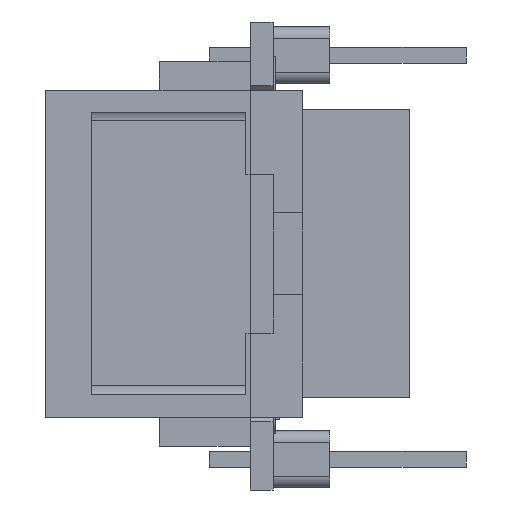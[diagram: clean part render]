
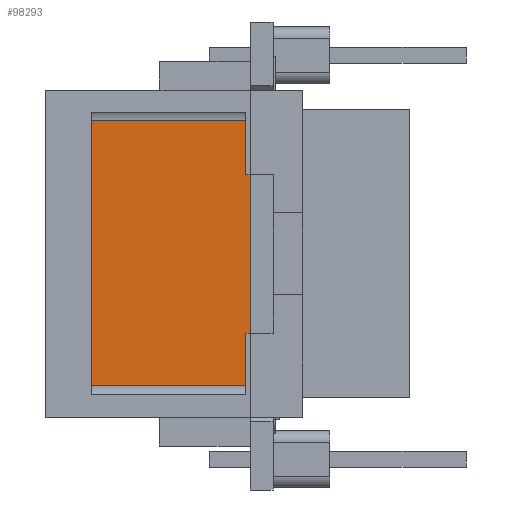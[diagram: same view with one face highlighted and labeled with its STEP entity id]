
A CAD part, left-side view. The second image highlights one B-rep face of the part: STEP entity #98293.
In plain terms, the highlighted planar face has unit normal (-1, 0, 0).
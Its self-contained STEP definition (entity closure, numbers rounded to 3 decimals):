
#5870 = DIRECTION ( 'NONE',  ( 0., 1., 0. ) ) ;
#7355 = ORIENTED_EDGE ( 'NONE', *, *, #197912, .T. ) ;
#9248 = CARTESIAN_POINT ( 'NONE',  ( -63.071, -4.179, 6.241 ) ) ;
#12457 = VERTEX_POINT ( 'NONE', #154368 ) ;
#12714 = DIRECTION ( 'NONE',  ( 0., -1., 0. ) ) ;
#14256 = DIRECTION ( 'NONE',  ( 0., 0., -1. ) ) ;
#17721 = AXIS2_PLACEMENT_3D ( 'NONE', #202264, #186942, #27432 ) ;
#20532 = CARTESIAN_POINT ( 'NONE',  ( -63.071, -1.829, -2.561 ) ) ;
#27432 = DIRECTION ( 'NONE',  ( 0., -1., 0. ) ) ;
#27952 = CARTESIAN_POINT ( 'NONE',  ( -63.071, 0., -2.561 ) ) ;
#34952 = LINE ( 'NONE', #130347, #121918 ) ;
#36326 = CARTESIAN_POINT ( 'NONE',  ( -63.071, 0., -2.561 ) ) ;
#36998 = VERTEX_POINT ( 'NONE', #215497 ) ;
#37810 = CARTESIAN_POINT ( 'NONE',  ( -63.071, 5.171, -2.758 ) ) ;
#41699 = VECTOR ( 'NONE', #12714, 1000. ) ;
#46364 = VECTOR ( 'NONE', #149026, 1000. ) ;
#48822 = ORIENTED_EDGE ( 'NONE', *, *, #145280, .F. ) ;
#49673 = VERTEX_POINT ( 'NONE', #119836 ) ;
#51197 = EDGE_CURVE ( 'NONE', #121840, #54553, #122836, .T. ) ;
#54553 = VERTEX_POINT ( 'NONE', #76090 ) ;
#58110 = CARTESIAN_POINT ( 'NONE',  ( -63.071, 7.471, 4.239 ) ) ;
#58204 = ORIENTED_EDGE ( 'NONE', *, *, #138987, .F. ) ;
#60670 = VECTOR ( 'NONE', #88232, 1000. ) ;
#60768 = LINE ( 'NONE', #20532, #87847 ) ;
#69443 = ORIENTED_EDGE ( 'NONE', *, *, #216817, .T. ) ;
#69908 = VERTEX_POINT ( 'NONE', #175046 ) ;
#75617 = ORIENTED_EDGE ( 'NONE', *, *, #79828, .T. ) ;
#76090 = CARTESIAN_POINT ( 'NONE',  ( -63.071, 7.471, -2.561 ) ) ;
#77557 = VERTEX_POINT ( 'NONE', #142478 ) ;
#78105 = VECTOR ( 'NONE', #82575, 1000. ) ;
#79828 = EDGE_CURVE ( 'NONE', #77557, #121840, #34952, .T. ) ;
#80316 = LINE ( 'NONE', #132308, #150865 ) ;
#82575 = DIRECTION ( 'NONE',  ( 0., 0., -1. ) ) ;
#82791 = EDGE_CURVE ( 'NONE', #77557, #69908, #171511, .T. ) ;
#86363 = CARTESIAN_POINT ( 'NONE',  ( -63.071, 5.171, -3.761 ) ) ;
#87847 = VECTOR ( 'NONE', #158880, 1000. ) ;
#88232 = DIRECTION ( 'NONE',  ( 0., 1., 0. ) ) ;
#98293 = ADVANCED_FACE ( 'NONE', ( #133348 ), #134520, .T. ) ;
#101169 = VECTOR ( 'NONE', #14256, 1000. ) ;
#105164 = VECTOR ( 'NONE', #157912, 1000. ) ;
#107018 = LINE ( 'NONE', #27952, #41699 ) ;
#114652 = EDGE_LOOP ( 'NONE', ( #154023, #69443, #206314, #58204, #48822, #7355, #161446, #75617, #212469, #152098 ) ) ;
#115398 = LINE ( 'NONE', #86363, #207939 ) ;
#119836 = CARTESIAN_POINT ( 'NONE',  ( -63.071, -1.829, -2.761 ) ) ;
#121840 = VERTEX_POINT ( 'NONE', #58110 ) ;
#121918 = VECTOR ( 'NONE', #5870, 1000. ) ;
#122836 = LINE ( 'NONE', #171591, #101169 ) ;
#126185 = CARTESIAN_POINT ( 'NONE',  ( -63.071, -1.829, -2.561 ) ) ;
#130347 = CARTESIAN_POINT ( 'NONE',  ( -63.071, 0., 4.239 ) ) ;
#132308 = CARTESIAN_POINT ( 'NONE',  ( -63.071, 5.171, -5.061 ) ) ;
#133348 = FACE_OUTER_BOUND ( 'NONE', #114652, .T. ) ;
#134520 = PLANE ( 'NONE',  #17721 ) ;
#134838 = DIRECTION ( 'NONE',  ( 0., 0., 1. ) ) ;
#138987 = EDGE_CURVE ( 'NONE', #151937, #49673, #214299, .T. ) ;
#141584 = EDGE_CURVE ( 'NONE', #225073, #12457, #115398, .T. ) ;
#142478 = CARTESIAN_POINT ( 'NONE',  ( -63.071, -4.179, 4.239 ) ) ;
#145280 = EDGE_CURVE ( 'NONE', #206024, #151937, #60768, .T. ) ;
#149026 = DIRECTION ( 'NONE',  ( 0., 0., -1. ) ) ;
#150865 = VECTOR ( 'NONE', #186251, 1000. ) ;
#151937 = VERTEX_POINT ( 'NONE', #192222 ) ;
#152098 = ORIENTED_EDGE ( 'NONE', *, *, #194643, .T. ) ;
#154023 = ORIENTED_EDGE ( 'NONE', *, *, #141584, .F. ) ;
#154368 = CARTESIAN_POINT ( 'NONE',  ( -63.071, 5.171, -2.561 ) ) ;
#157912 = DIRECTION ( 'NONE',  ( 0., -1., 0. ) ) ;
#158071 = CARTESIAN_POINT ( 'NONE',  ( -63.071, 0., -2.761 ) ) ;
#158387 = EDGE_CURVE ( 'NONE', #49673, #36998, #207491, .T. ) ;
#158880 = DIRECTION ( 'NONE',  ( 0., 0., -1. ) ) ;
#161446 = ORIENTED_EDGE ( 'NONE', *, *, #82791, .F. ) ;
#171511 = LINE ( 'NONE', #9248, #46364 ) ;
#171591 = CARTESIAN_POINT ( 'NONE',  ( -63.071, 7.471, 6.241 ) ) ;
#175046 = CARTESIAN_POINT ( 'NONE',  ( -63.071, -4.179, -2.561 ) ) ;
#186251 = DIRECTION ( 'NONE',  ( 0., 0., -1. ) ) ;
#186942 = DIRECTION ( 'NONE',  ( -1., 0., 0. ) ) ;
#192222 = CARTESIAN_POINT ( 'NONE',  ( -63.071, -1.829, -2.753 ) ) ;
#194643 = EDGE_CURVE ( 'NONE', #54553, #12457, #211193, .T. ) ;
#197912 = EDGE_CURVE ( 'NONE', #206024, #69908, #107018, .T. ) ;
#201145 = CARTESIAN_POINT ( 'NONE',  ( -63.071, -1.829, -2.561 ) ) ;
#202264 = CARTESIAN_POINT ( 'NONE',  ( -63.071, 0., 6.241 ) ) ;
#206024 = VERTEX_POINT ( 'NONE', #126185 ) ;
#206314 = ORIENTED_EDGE ( 'NONE', *, *, #158387, .F. ) ;
#207491 = LINE ( 'NONE', #158071, #60670 ) ;
#207939 = VECTOR ( 'NONE', #134838, 1000. ) ;
#211193 = LINE ( 'NONE', #36326, #105164 ) ;
#212469 = ORIENTED_EDGE ( 'NONE', *, *, #51197, .T. ) ;
#214299 = LINE ( 'NONE', #201145, #78105 ) ;
#215497 = CARTESIAN_POINT ( 'NONE',  ( -63.071, 5.171, -2.761 ) ) ;
#216817 = EDGE_CURVE ( 'NONE', #225073, #36998, #80316, .T. ) ;
#225073 = VERTEX_POINT ( 'NONE', #37810 ) ;
